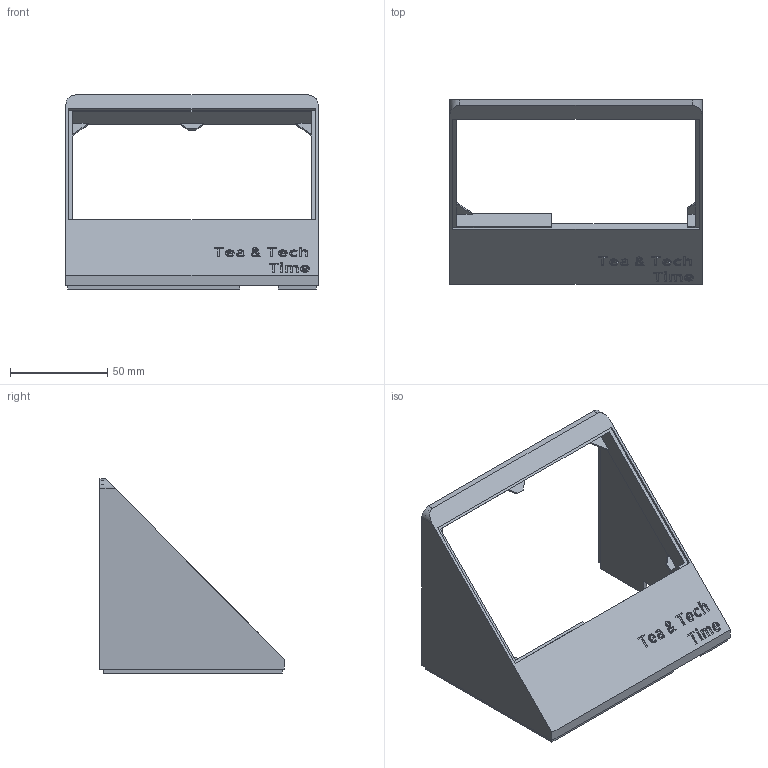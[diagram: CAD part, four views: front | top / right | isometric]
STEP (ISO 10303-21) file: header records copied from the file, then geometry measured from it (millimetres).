
FILE_DESCRIPTION(/* description */ ('STEP AP242','CAx-IF Rec.Pracs.---Representation and Presentation of Product Manufacturing Information (PMI)---4.0---2014-10-13','CAx-IF Rec.Pracs.---3D Tessellated Geometry---0.4---2014-09-14','2;1'),/* implementation_level */ '2;1');
FILE_NAME(/* name */ '62bf57df6f73182d39cb79d6',/* time_stamp */ '2022-07-01T20:24:00+00:00',/* author */ (''),/* organization */ (''),/* preprocessor_version */ 'ST-DEVELOPER v18.102',/* originating_system */ ' ',/* authorisation */ ' ');
FILE_SCHEMA (('AP242_MANAGED_MODEL_BASED_3D_ENGINEERING_MIM_LF { 1 0 10303 442 1 1 4 }'));
Length unit declared in the file: metre
Products named in the file (1): Part 1
Bounding box: 130 x 95 x 100 mm (x, y, z)
Volume: 38200.1 mm3; surface area: 41283.4 mm2
Topology: 1 solids, 1 shells, 440 faces, 1244 edges, 828 vertices
Faces by surface type: bspline 257, plane 178, cylinder 5
Entity records: 15000 total; most frequent: CARTESIAN_POINT 5340, ORIENTED_EDGE 2488, EDGE_CURVE 1244, DIRECTION 1108, VERTEX_POINT 828, LINE 720, VECTOR 720, B_SPLINE_CURVE_WITH_KNOTS 514
